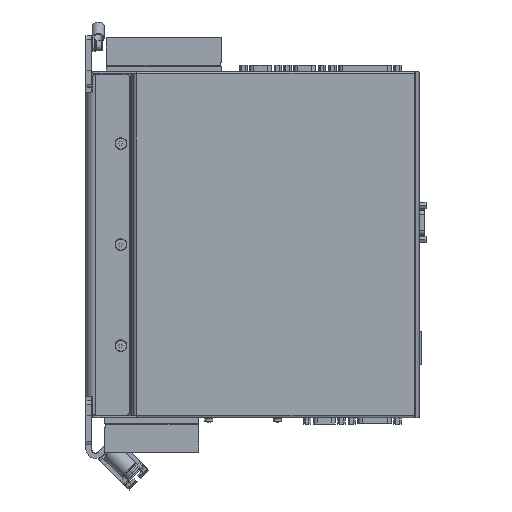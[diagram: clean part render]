
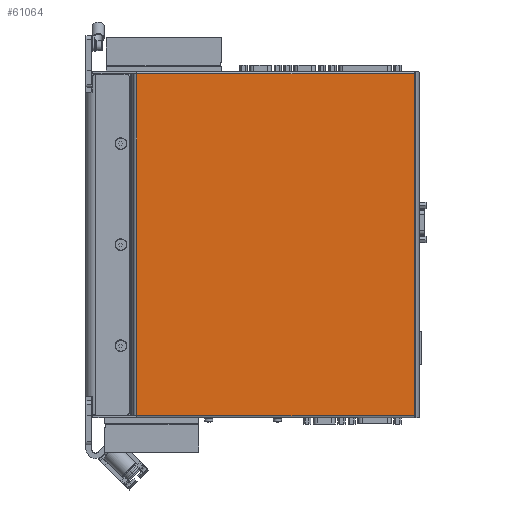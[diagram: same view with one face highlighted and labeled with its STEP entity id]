
A CAD part, top view. The second image highlights one B-rep face of the part: STEP entity #61064.
In plain terms, the highlighted face is planar.
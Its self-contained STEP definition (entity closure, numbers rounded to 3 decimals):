
#2457=ORIENTED_EDGE('',*,*,#15141,.F.);
#2458=ORIENTED_EDGE('',*,*,#15142,.F.);
#2459=ORIENTED_EDGE('',*,*,#15137,.T.);
#2460=ORIENTED_EDGE('',*,*,#15143,.T.);
#15137=EDGE_CURVE('',#21477,#21478,#25713,.T.);
#15141=EDGE_CURVE('',#21479,#21480,#25715,.T.);
#15142=EDGE_CURVE('',#21477,#21479,#25716,.T.);
#15143=EDGE_CURVE('',#21478,#21480,#25717,.T.);
#21477=VERTEX_POINT('',#81629);
#21478=VERTEX_POINT('',#81630);
#21479=VERTEX_POINT('',#81636);
#21480=VERTEX_POINT('',#81637);
#25713=LINE('',#81628,#30949);
#25715=LINE('',#81635,#30951);
#25716=LINE('',#81638,#30952);
#25717=LINE('',#81639,#30953);
#30949=VECTOR('',#68304,1000.);
#30951=VECTOR('',#68312,1000.);
#30952=VECTOR('',#68313,1000.);
#30953=VECTOR('',#68314,1000.);
#35613=EDGE_LOOP('',(#2457,#2458,#2459,#2460));
#38843=FACE_BOUND('',#35613,.T.);
#41985=PLANE('',#63799);
#61064=ADVANCED_FACE('',(#38843),#41985,.F.);
#63799=AXIS2_PLACEMENT_3D('',#81634,#68310,#68311);
#68304=DIRECTION('',(0.,0.,-1.));
#68310=DIRECTION('',(1.,0.,0.));
#68311=DIRECTION('',(0.,0.,-1.));
#68312=DIRECTION('',(0.,0.,-1.));
#68313=DIRECTION('',(0.,-1.,0.));
#68314=DIRECTION('',(0.,-1.,0.));
#81628=CARTESIAN_POINT('',(-40.225,238.64,129.05));
#81629=CARTESIAN_POINT('',(-40.225,238.64,127.45));
#81630=CARTESIAN_POINT('',(-40.225,238.64,-121.05));
#81634=CARTESIAN_POINT('',(-40.225,238.64,129.05));
#81635=CARTESIAN_POINT('',(-40.225,36.94,127.55));
#81636=CARTESIAN_POINT('',(-40.225,36.94,127.45));
#81637=CARTESIAN_POINT('',(-40.225,36.94,-121.05));
#81638=CARTESIAN_POINT('',(-40.225,238.64,127.45));
#81639=CARTESIAN_POINT('',(-40.225,238.64,-121.05));
